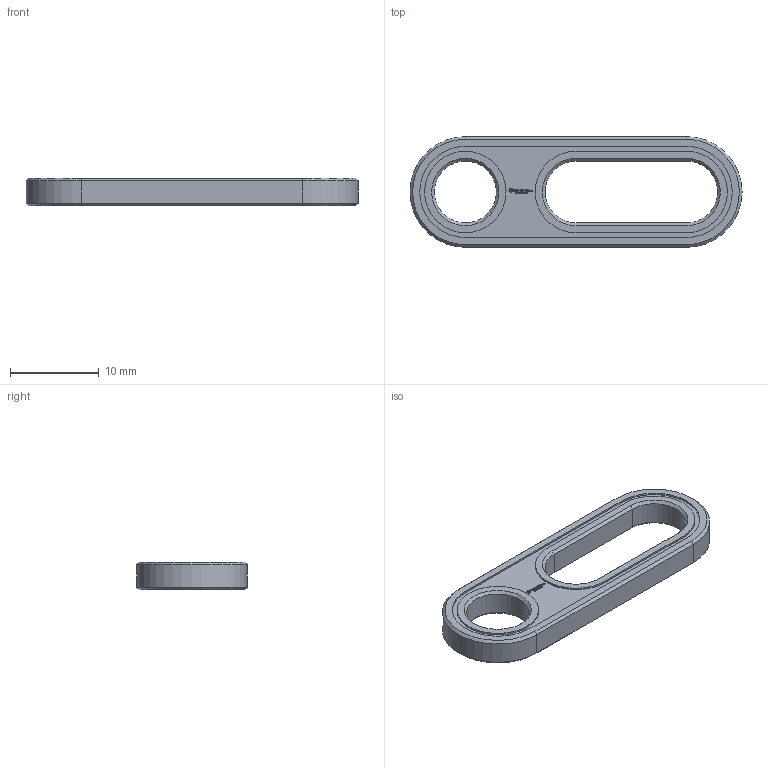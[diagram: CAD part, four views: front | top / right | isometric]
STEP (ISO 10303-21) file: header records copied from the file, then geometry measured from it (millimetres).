
FILE_DESCRIPTION(('FreeCAD Model'),'2;1');
FILE_NAME('Open CASCADE Shape Model','2021-02-23T23:15:43',( 'Paulo Kiefe'),('STEMFIE.org'),'Open CASCADE STEP processor 7.4', 'FreeCAD','Unknown');
FILE_SCHEMA(('AUTOMOTIVE_DESIGN { 1 0 10303 214 1 1 1 1 }'));
Length unit declared in the file: millimetre
Products named in the file (1): Brace_STR_SLT_SE_ERR_-_BU03x01x00.25x02_SPN-BRC-0122_(stemfie.org)
Bounding box: 37.5 x 12.5 x 3.12 mm (x, y, z)
Volume: 813.2 mm3; surface area: 1014.7 mm2
Topology: 1 solids, 1 shells, 534 faces, 1474 edges, 977 vertices
Faces by surface type: plane 336, extrusion 178, cylinder 10, cone 10
Full cylindrical faces by diameter (mm): 7 x1, 9.2 x1
Entity records: 37323 total; most frequent: CARTESIAN_POINT 9201, DIRECTION 4452, VECTOR 3658, LINE 3480, ORIENTED_EDGE 2948, PCURVE 2948, DEFINITIONAL_REPRESENTATION 2948, EDGE_CURVE 1474
